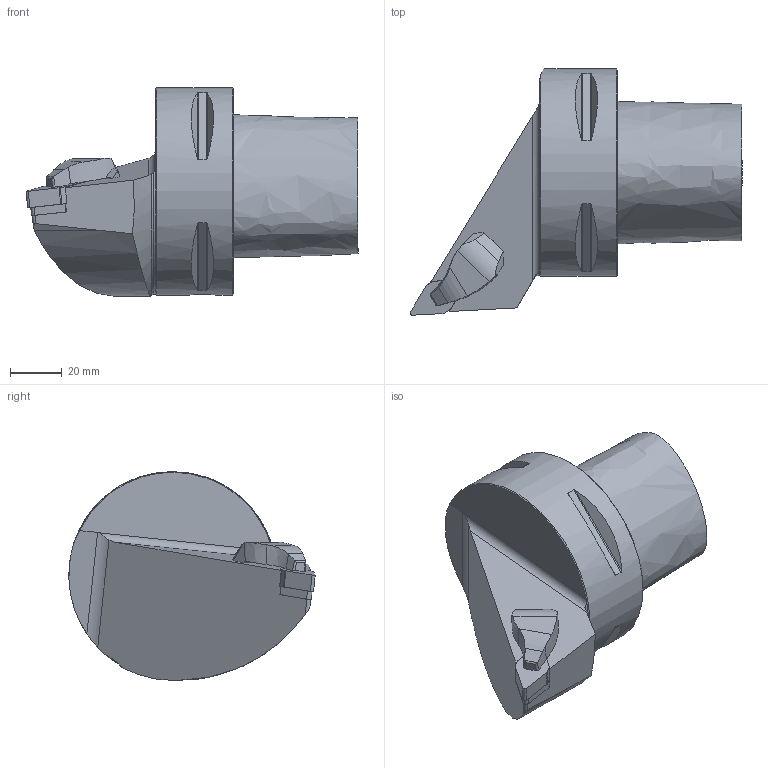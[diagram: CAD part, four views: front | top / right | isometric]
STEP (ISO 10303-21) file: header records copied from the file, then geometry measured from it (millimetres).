
FILE_DESCRIPTION(/* description */ (''),/* implementation_level */ '2;1');
FILE_NAME(/* name */ 'AC8 TDJNR 55080 15 H.stp',/* time_stamp */ '2024-12-18T17:06:12+03:00',/* author */ (''),/* organization */ (''),/* preprocessor_version */ 'ST-DEVELOPER v19.4',/* originating_system */ 'SIEMENS PLM Software NX2306.9102',/* authorisation */ '');
FILE_SCHEMA (('AUTOMOTIVE_DESIGN { 1 0 10303 214 3 1 1 1 }'));
Length unit declared in the file: millimetre
Products named in the file (1): AC8 TDJNR 55080 15 H-Light Step-Dxf_objects
Bounding box: 128 x 95 x 80.5 mm (x, y, z)
Volume: 325124.5 mm3; surface area: 33841.8 mm2
Topology: 2 solids, 4 shells, 116 faces, 299 edges, 199 vertices
Faces by surface type: plane 58, cylinder 37, cone 15, bspline 3, torus 2, extrusion 1
Full cylindrical faces by diameter (mm): 4 x2, 10 x1, 80 x1
Entity records: 4729 total; most frequent: CARTESIAN_POINT 1981, ORIENTED_EDGE 558, DIRECTION 541, EDGE_CURVE 279, AXIS2_PLACEMENT_3D 202, VERTEX_POINT 191, VECTOR 137, LINE 136
